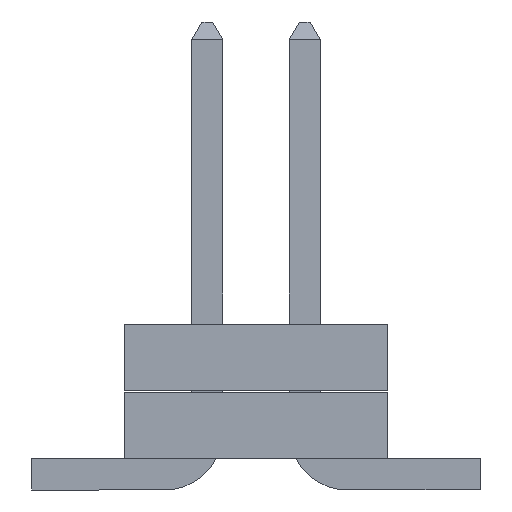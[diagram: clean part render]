
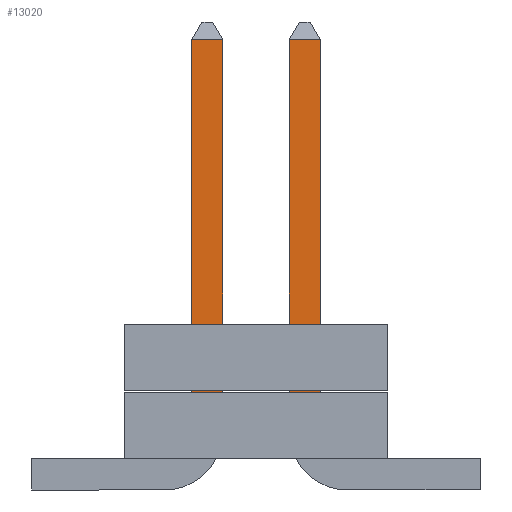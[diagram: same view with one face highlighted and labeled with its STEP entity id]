
A CAD part, left-side view. The second image highlights one B-rep face of the part: STEP entity #13020.
In plain terms, the highlighted planar face has unit normal (-1, 0, 0).
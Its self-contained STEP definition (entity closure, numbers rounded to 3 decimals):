
#221 = VERTEX_POINT('',#222);
#222 = CARTESIAN_POINT('',(-26.873,5.461,0.838));
#1903 = VERTEX_POINT('',#1904);
#1904 = CARTESIAN_POINT('',(-26.873,5.461,-0.838));
#4883 = VERTEX_POINT('',#4884);
#4884 = CARTESIAN_POINT('',(-26.873,5.461,-0.432));
#6187 = VERTEX_POINT('',#6188);
#6188 = CARTESIAN_POINT('',(-26.873,5.461,0.432));
#8837 = EDGE_CURVE('',#221,#8838,#8840,.T.);
#8838 = VERTEX_POINT('',#8839);
#8839 = CARTESIAN_POINT('',(-26.873,0.301,0.838));
#8840 = LINE('',#8841,#8842);
#8841 = CARTESIAN_POINT('',(-26.873,5.461,0.838));
#8842 = VECTOR('',#8843,1.);
#8843 = DIRECTION('',(0.,-1.,0.));
#9834 = EDGE_CURVE('',#8838,#9835,#9837,.T.);
#9835 = VERTEX_POINT('',#9836);
#9836 = CARTESIAN_POINT('',(-26.873,0.301,-0.838));
#9837 = LINE('',#9838,#9839);
#9838 = CARTESIAN_POINT('',(-26.873,0.301,0.838));
#9839 = VECTOR('',#9840,1.);
#9840 = DIRECTION('',(0.,0.,-1.));
#10838 = EDGE_CURVE('',#9835,#1903,#10839,.T.);
#10839 = LINE('',#10840,#10841);
#10840 = CARTESIAN_POINT('',(-26.873,0.301,-0.838));
#10841 = VECTOR('',#10842,1.);
#10842 = DIRECTION('',(0.,1.,0.));
#10955 = EDGE_CURVE('',#4883,#10956,#10958,.T.);
#10956 = VERTEX_POINT('',#10957);
#10957 = CARTESIAN_POINT('',(-26.873,0.555,-0.432));
#10958 = LINE('',#10959,#10960);
#10959 = CARTESIAN_POINT('',(-26.873,5.461,-0.432));
#10960 = VECTOR('',#10961,1.);
#10961 = DIRECTION('',(0.,-1.,0.));
#11952 = EDGE_CURVE('',#10956,#11953,#11955,.T.);
#11953 = VERTEX_POINT('',#11954);
#11954 = CARTESIAN_POINT('',(-26.873,0.555,0.432));
#11955 = LINE('',#11956,#11957);
#11956 = CARTESIAN_POINT('',(-26.873,0.555,-0.432));
#11957 = VECTOR('',#11958,1.);
#11958 = DIRECTION('',(0.,0.,1.));
#12956 = EDGE_CURVE('',#11953,#6187,#12957,.T.);
#12957 = LINE('',#12958,#12959);
#12958 = CARTESIAN_POINT('',(-26.873,0.555,0.432));
#12959 = VECTOR('',#12960,1.);
#12960 = DIRECTION('',(0.,1.,0.));
#13020 = ADVANCED_FACE('',(#13021),#13041,.F.);
#13021 = FACE_BOUND('',#13022,.T.);
#13022 = EDGE_LOOP('',(#13023,#13024,#13025,#13031,#13032,#13033,#13034,
    #13040));
#13023 = ORIENTED_EDGE('',*,*,#9834,.F.);
#13024 = ORIENTED_EDGE('',*,*,#8837,.F.);
#13025 = ORIENTED_EDGE('',*,*,#13026,.T.);
#13026 = EDGE_CURVE('',#221,#6187,#13027,.T.);
#13027 = LINE('',#13028,#13029);
#13028 = CARTESIAN_POINT('',(-26.873,5.461,0.));
#13029 = VECTOR('',#13030,1.);
#13030 = DIRECTION('',(0.,0.,-1.));
#13031 = ORIENTED_EDGE('',*,*,#12956,.F.);
#13032 = ORIENTED_EDGE('',*,*,#11952,.F.);
#13033 = ORIENTED_EDGE('',*,*,#10955,.F.);
#13034 = ORIENTED_EDGE('',*,*,#13035,.T.);
#13035 = EDGE_CURVE('',#4883,#1903,#13036,.T.);
#13036 = LINE('',#13037,#13038);
#13037 = CARTESIAN_POINT('',(-26.873,5.461,0.));
#13038 = VECTOR('',#13039,1.);
#13039 = DIRECTION('',(0.,0.,-1.));
#13040 = ORIENTED_EDGE('',*,*,#10838,.F.);
#13041 = PLANE('',#13042);
#13042 = AXIS2_PLACEMENT_3D('',#13043,#13044,#13045);
#13043 = CARTESIAN_POINT('',(-26.873,0.,0.));
#13044 = DIRECTION('',(1.,0.,0.));
#13045 = DIRECTION('',(0.,0.,-1.));
